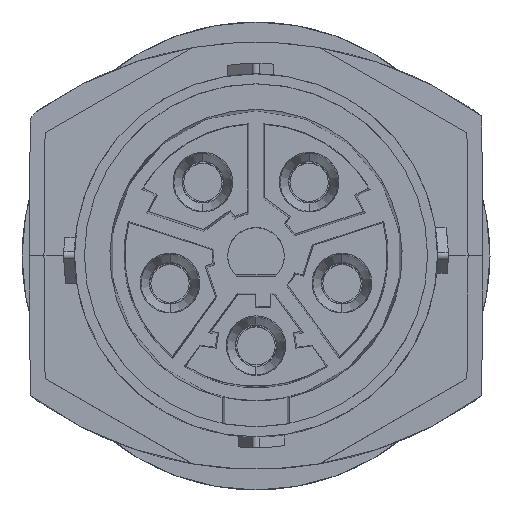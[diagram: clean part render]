
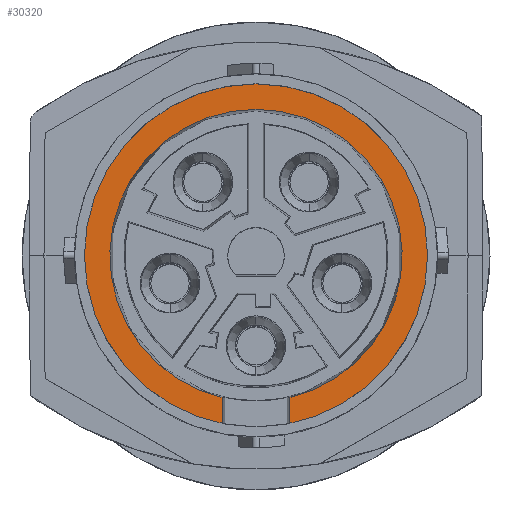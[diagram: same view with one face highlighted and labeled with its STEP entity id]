
A CAD part, top view. The second image highlights one B-rep face of the part: STEP entity #30320.
In plain terms, the highlighted face is planar.
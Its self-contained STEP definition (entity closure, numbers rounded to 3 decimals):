
#29790=CARTESIAN_POINT('',(-12.796,-216.751,
-8.1));
#29800=DIRECTION('',(1.,0.,0.));
#29810=DIRECTION('',(0.,0.,-1.));
#29820=AXIS2_PLACEMENT_3D('',#29790,#29800,#29810);
#29830=PLANE('',#29820);
#29840=CARTESIAN_POINT('',(-12.796,-17.921,
-8.1));
#29850=DIRECTION('',(1.,0.,0.));
#29860=DIRECTION('',(0.,0.,-1.));
#29870=AXIS2_PLACEMENT_3D('',#29840,#29850,#29860);
#29880=CIRCLE('',#29870,12.1);
#29890=CARTESIAN_POINT('',(-12.796,-17.921,
-20.2));
#29900=VERTEX_POINT('',#29890);
#29910=CARTESIAN_POINT('',(-12.796,-6.061,
-10.496));
#29920=VERTEX_POINT('',#29910);
#29930=EDGE_CURVE('',#29900,#29920,#29880,.T.);
#29940=ORIENTED_EDGE('',*,*,#29930,.T.);
#29950=CARTESIAN_POINT('',(-12.796,-17.921,
4.));
#29960=VERTEX_POINT('',#29950);
#29970=EDGE_CURVE('',#29960,#29900,#29880,.T.);
#29980=ORIENTED_EDGE('',*,*,#29970,.T.);
#29990=CARTESIAN_POINT('',(-12.796,-6.061,
-5.703));
#30000=VERTEX_POINT('',#29990);
#30010=EDGE_CURVE('',#30000,#29960,#29880,.T.);
#30020=ORIENTED_EDGE('',*,*,#30010,.T.);
#30030=CARTESIAN_POINT('',(-12.796,-9.314,
-5.703));
#30040=DIRECTION('',(0.,1.,0.));
#30050=VECTOR('',#30040,1.);
#30060=LINE('',#30030,#30050);
#30070=CARTESIAN_POINT('',(-12.796,-7.897,
-5.703));
#30080=VERTEX_POINT('',#30070);
#30090=EDGE_CURVE('',#30080,#30000,#30060,.T.);
#30100=ORIENTED_EDGE('',*,*,#30090,.T.);
#30110=CARTESIAN_POINT('',(-12.796,-17.921,
-8.1));
#30120=DIRECTION('',(1.,0.,0.));
#30130=DIRECTION('',(0.,1.,0.));
#30140=AXIS2_PLACEMENT_3D('',#30110,#30120,#30130);
#30150=CIRCLE('',#30140,10.307);
#30160=CARTESIAN_POINT('',(-12.796,-28.228,
-8.1));
#30170=VERTEX_POINT('',#30160);
#30180=EDGE_CURVE('',#30080,#30170,#30150,.T.);
#30190=ORIENTED_EDGE('',*,*,#30180,.F.);
#30200=CARTESIAN_POINT('',(-12.796,-7.897,
-10.496));
#30210=VERTEX_POINT('',#30200);
#30220=EDGE_CURVE('',#30170,#30210,#30150,.T.);
#30230=ORIENTED_EDGE('',*,*,#30220,.F.);
#30240=CARTESIAN_POINT('',(-12.796,-9.314,
-10.496));
#30250=DIRECTION('',(0.,-1.,0.));
#30260=VECTOR('',#30250,1.);
#30270=LINE('',#30240,#30260);
#30280=EDGE_CURVE('',#29920,#30210,#30270,.T.);
#30290=ORIENTED_EDGE('',*,*,#30280,.T.);
#30300=EDGE_LOOP('',(#30290,#30230,#30190,#30100,#30020,#29980,#29940));
#30310=FACE_OUTER_BOUND('',#30300,.T.);
#30320=ADVANCED_FACE('',(#30310),#29830,.T.);
